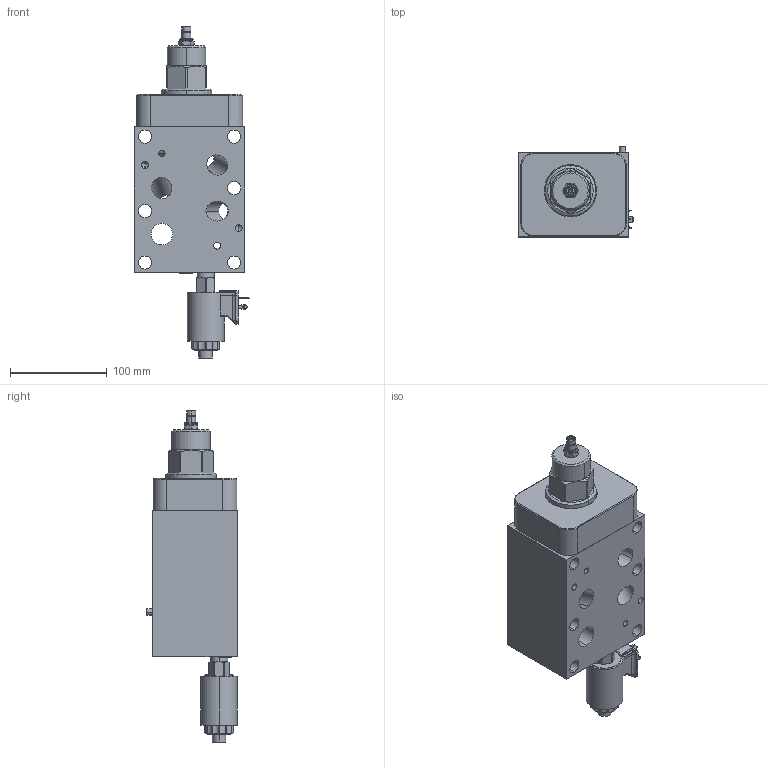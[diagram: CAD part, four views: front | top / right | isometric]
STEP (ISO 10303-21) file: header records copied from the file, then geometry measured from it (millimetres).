
FILE_DESCRIPTION((''),'2;1');
FILE_NAME('XRICLANFA224_ASM','2019-07-26T',('ProEService'),(''),'PRO/ENGINEER BY PARAMETRIC TECHNOLOGY CORPORATION, 2014200','PRO/ENGINEER BY PARAMETRIC TECHNOLOGY CORPORATION, 2014200','');
FILE_SCHEMA(('CONFIG_CONTROL_DESIGN'));
Length unit declared in the file: inch
Products named in the file (8): 153-750; RVIALAN; 500-001-121; 500-001-114; 811-001-002; A330-006-004; DTAFMHN224; XRICLANFA224_ASM
Assembly tree (11 placements, depth 2):
  XRICLANFA224_ASM
    153-750
    RVIALAN
    500-001-121  x4
    500-001-114  x2
    811-001-002
    A330-006-004
    DTAFMHN224
Bounding box: 119.38 x 93.96 x 343.1 mm (x, y, z)
Volume: 1688111.8 mm3; surface area: 237171.8 mm2
Topology: 14 solids, 14 shells, 1154 faces, 3223 edges, 2368 vertices
Faces by surface type: plane 395, cylinder 388, cone 194, torus 89, revolution 38, bspline 38, sphere 12
Entity records: 43329 total; most frequent: CARTESIAN_POINT 14513, DIRECTION 5981, ORIENTED_EDGE 5498, EDGE_CURVE 2749, AXIS2_PLACEMENT_3D 2147, VERTEX_POINT 1706, VECTOR 1665, LINE 1665
